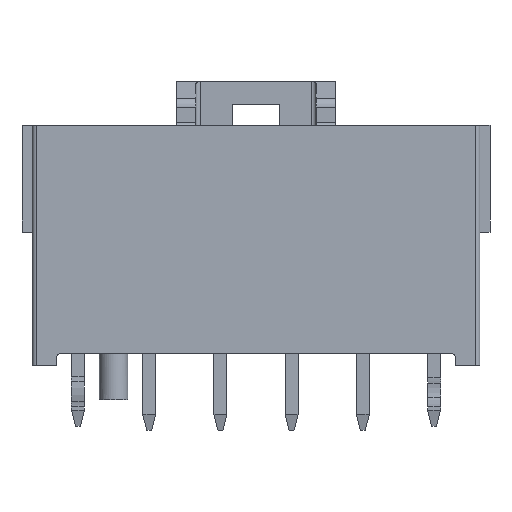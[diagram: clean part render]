
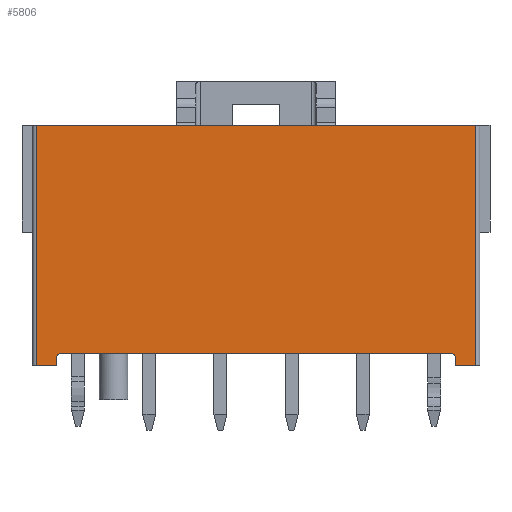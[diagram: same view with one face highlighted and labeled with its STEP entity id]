
A CAD part, front view. The second image highlights one B-rep face of the part: STEP entity #5806.
In plain terms, the highlighted planar face has unit normal (0, -1, 0).
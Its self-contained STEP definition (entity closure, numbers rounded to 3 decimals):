
#1=DIRECTION('',(0.,0.,-1.));
#2=VECTOR('',#1,11.8);
#3=CARTESIAN_POINT('',(-10.8,-2.675,5.9));
#4=LINE('',#3,#2);
#5=DIRECTION('',(1.,0.,0.));
#6=VECTOR('',#5,21.6);
#7=CARTESIAN_POINT('',(-10.8,-2.675,5.9));
#8=LINE('',#7,#6);
#9=DIRECTION('',(0.,0.,1.));
#10=VECTOR('',#9,11.8);
#11=CARTESIAN_POINT('',(10.8,-2.675,-5.9));
#12=LINE('',#11,#10);
#13=DIRECTION('',(-1.,0.,0.));
#14=VECTOR('',#13,1.);
#15=CARTESIAN_POINT('',(10.8,-2.675,-5.9));
#16=LINE('',#15,#14);
#17=DIRECTION('',(0.,0.,1.));
#18=VECTOR('',#17,0.35);
#19=CARTESIAN_POINT('',(9.8,-2.675,-5.9));
#20=LINE('',#19,#18);
#21=CARTESIAN_POINT('',(9.55,-2.675,-5.55));
#22=DIRECTION('',(0.,1.,0.));
#23=DIRECTION('',(0.,0.,1.));
#24=AXIS2_PLACEMENT_3D('',#21,#22,#23);
#26=DIRECTION('',(1.,0.,0.));
#27=VECTOR('',#26,16.432);
#28=CARTESIAN_POINT('',(-6.882,-2.675,-5.3));
#29=LINE('',#28,#27);
#30=DIRECTION('',(-1.,0.,0.));
#31=VECTOR('',#30,0.236);
#32=CARTESIAN_POINT('',(-6.882,-2.675,-5.3));
#33=LINE('',#32,#31);
#34=DIRECTION('',(1.,0.,0.));
#35=VECTOR('',#34,2.432);
#36=CARTESIAN_POINT('',(-9.55,-2.675,-5.3));
#37=LINE('',#36,#35);
#38=CARTESIAN_POINT('',(-9.55,-2.675,-5.55));
#39=DIRECTION('',(0.,1.,0.));
#40=DIRECTION('',(-1.,0.,0.));
#41=AXIS2_PLACEMENT_3D('',#38,#39,#40);
#43=DIRECTION('',(0.,0.,1.));
#44=VECTOR('',#43,0.35);
#45=CARTESIAN_POINT('',(-9.8,-2.675,-5.9));
#46=LINE('',#45,#44);
#47=DIRECTION('',(-1.,0.,0.));
#48=VECTOR('',#47,1.);
#49=CARTESIAN_POINT('',(-9.8,-2.675,-5.9));
#50=LINE('',#49,#48);
#4455=CARTESIAN_POINT('',(-9.8,-2.675,-5.9));
#4456=CARTESIAN_POINT('',(-9.8,-2.675,-5.55));
#4457=VERTEX_POINT('',#4455);
#4458=VERTEX_POINT('',#4456);
#4459=CARTESIAN_POINT('',(-9.55,-2.675,-5.3));
#4460=VERTEX_POINT('',#4459);
#4461=CARTESIAN_POINT('',(9.55,-2.675,-5.3));
#4462=CARTESIAN_POINT('',(9.8,-2.675,-5.55));
#4463=VERTEX_POINT('',#4461);
#4464=VERTEX_POINT('',#4462);
#4465=CARTESIAN_POINT('',(9.8,-2.675,-5.9));
#4466=VERTEX_POINT('',#4465);
#5043=CARTESIAN_POINT('',(-6.882,-2.675,-5.3));
#5044=CARTESIAN_POINT('',(-7.118,-2.675,-5.3));
#5045=VERTEX_POINT('',#5043);
#5046=VERTEX_POINT('',#5044);
#5727=CARTESIAN_POINT('',(-10.8,-2.675,-5.9));
#5729=VERTEX_POINT('',#5727);
#5733=CARTESIAN_POINT('',(-10.8,-2.675,5.9));
#5734=VERTEX_POINT('',#5733);
#5743=CARTESIAN_POINT('',(10.8,-2.675,5.9));
#5745=VERTEX_POINT('',#5743);
#5749=CARTESIAN_POINT('',(10.8,-2.675,-5.9));
#5750=VERTEX_POINT('',#5749);
#5775=CARTESIAN_POINT('',(0.,-2.675,0.));
#5776=DIRECTION('',(0.,1.,0.));
#5777=DIRECTION('',(1.,0.,0.));
#5778=AXIS2_PLACEMENT_3D('',#5775,#5776,#5777);
#5779=PLANE('',#5778);
#5781=ORIENTED_EDGE('',*,*,#5780,.F.);
#5783=ORIENTED_EDGE('',*,*,#5782,.T.);
#5785=ORIENTED_EDGE('',*,*,#5784,.F.);
#5787=ORIENTED_EDGE('',*,*,#5786,.T.);
#5789=ORIENTED_EDGE('',*,*,#5788,.T.);
#5791=ORIENTED_EDGE('',*,*,#5790,.F.);
#5793=ORIENTED_EDGE('',*,*,#5792,.F.);
#5795=ORIENTED_EDGE('',*,*,#5794,.T.);
#5797=ORIENTED_EDGE('',*,*,#5796,.F.);
#5799=ORIENTED_EDGE('',*,*,#5798,.F.);
#5801=ORIENTED_EDGE('',*,*,#5800,.F.);
#5803=ORIENTED_EDGE('',*,*,#5802,.T.);
#5804=EDGE_LOOP('',(#5781,#5783,#5785,#5787,#5789,#5791,#5793,#5795,#5797,#5799,
#5801,#5803));
#5805=FACE_OUTER_BOUND('',#5804,.F.);
#5806=ADVANCED_FACE('',(#5805),#5779,.F.);
#25=CIRCLE('',#24,0.25);
#42=CIRCLE('',#41,0.25);
#5780=EDGE_CURVE('',#5734,#5729,#4,.T.);
#5782=EDGE_CURVE('',#5734,#5745,#8,.T.);
#5784=EDGE_CURVE('',#5750,#5745,#12,.T.);
#5786=EDGE_CURVE('',#5750,#4466,#16,.T.);
#5788=EDGE_CURVE('',#4466,#4464,#20,.T.);
#5790=EDGE_CURVE('',#4463,#4464,#25,.T.);
#5792=EDGE_CURVE('',#5045,#4463,#29,.T.);
#5794=EDGE_CURVE('',#5045,#5046,#33,.T.);
#5796=EDGE_CURVE('',#4460,#5046,#37,.T.);
#5798=EDGE_CURVE('',#4458,#4460,#42,.T.);
#5800=EDGE_CURVE('',#4457,#4458,#46,.T.);
#5802=EDGE_CURVE('',#4457,#5729,#50,.T.);
